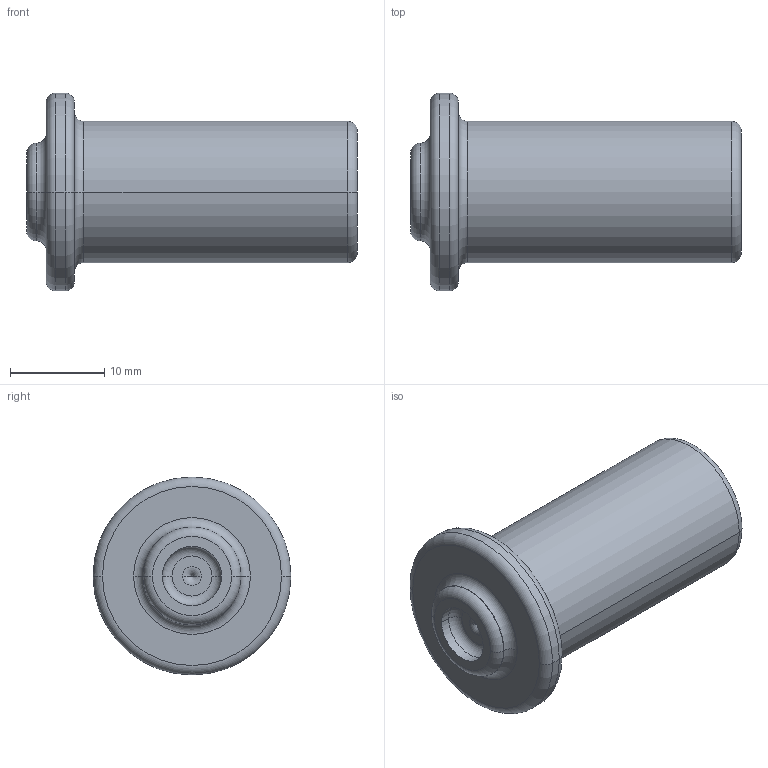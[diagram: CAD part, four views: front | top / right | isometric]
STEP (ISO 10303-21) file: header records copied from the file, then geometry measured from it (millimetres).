
FILE_DESCRIPTION (( 'STEP AP214' ), '1' );
FILE_NAME ('Wheel_support.STEP', '2022-04-11T06:31:50', ( '' ), ( '' ), 'SwSTEP 2.0', 'SolidWorks 2020', '' );
FILE_SCHEMA (( 'AUTOMOTIVE_DESIGN' ));
Length unit declared in the file: millimetre
Products named in the file (1): Wheel_support
Bounding box: 35.05 x 21 x 21 mm (x, y, z)
Volume: 6314.2 mm3; surface area: 2369 mm2
Topology: 1 solids, 1 shells, 32 faces, 64 edges, 37 vertices
Faces by surface type: torus 16, cylinder 10, plane 6
Entity records: 868 total; most frequent: DIRECTION 180, CARTESIAN_POINT 132, ORIENTED_EDGE 124, AXIS2_PLACEMENT_3D 85, EDGE_CURVE 62, CIRCLE 52, EDGE_LOOP 37, VERTEX_POINT 37
